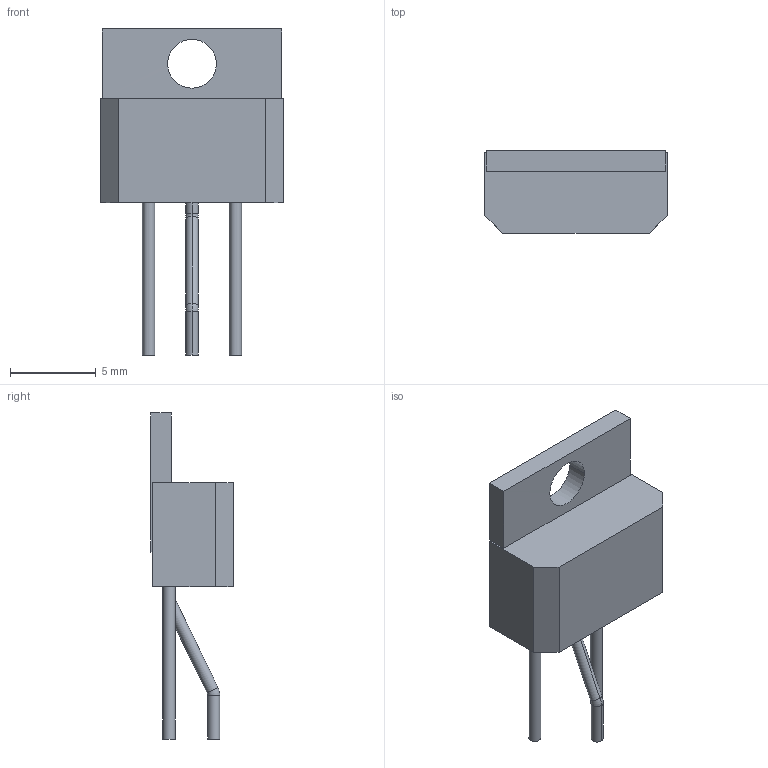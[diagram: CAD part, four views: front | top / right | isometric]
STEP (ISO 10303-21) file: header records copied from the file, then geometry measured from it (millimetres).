
FILE_DESCRIPTION(('STEP AP214'),'1');
FILE_NAME('TO-220_AB_MC','2019-12-03T02:52:29',(''),(''),'','','');
FILE_SCHEMA(('AUTOMOTIVE_DESIGN'));
Length unit declared in the file: millimetre
Products named in the file (1): product
Bounding box: 10.67 x 4.83 x 19.05 mm (x, y, z)
Volume: 358.5 mm3; surface area: 529.1 mm2
Topology: 5 solids, 5 shells, 40 faces, 80 edges, 50 vertices
Faces by surface type: plane 26, cylinder 10, torus 4
Full cylindrical faces by diameter (mm): 0.711 x2
Entity records: 1067 total; most frequent: DIRECTION 188, ORIENTED_EDGE 156, CARTESIAN_POINT 107, EDGE_CURVE 78, AXIS2_PLACEMENT_3D 67, LINE 54, VECTOR 54, VERTEX_POINT 50
